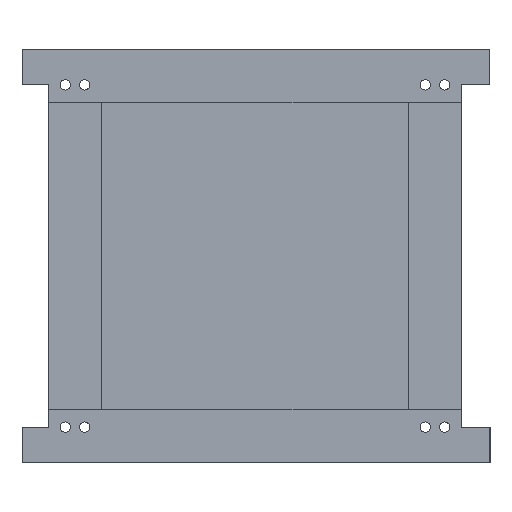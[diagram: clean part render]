
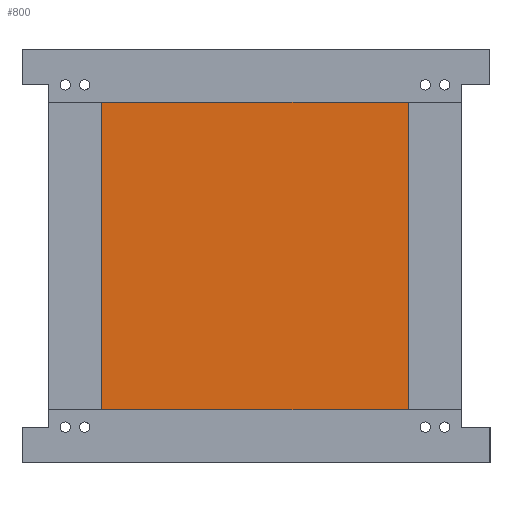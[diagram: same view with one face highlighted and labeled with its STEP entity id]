
A CAD part, left-side view. The second image highlights one B-rep face of the part: STEP entity #800.
In plain terms, the highlighted planar face has unit normal (-1, 0, 0).
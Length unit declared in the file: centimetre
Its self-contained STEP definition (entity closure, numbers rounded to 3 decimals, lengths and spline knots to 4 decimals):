
#129=LINE('',#1292,#195);
#133=LINE('',#1300,#199);
#136=LINE('',#1306,#202);
#139=LINE('',#1311,#205);
#195=VECTOR('',#1065,1.);
#199=VECTOR('',#1071,1.);
#202=VECTOR('',#1076,1.);
#205=VECTOR('',#1081,1.);
#234=PLANE('',#871);
#310=FACE_OUTER_BOUND('',#386,.T.);
#386=EDGE_LOOP('',(#745,#746,#747,#748));
#471=VERTEX_POINT('',#1290);
#472=VERTEX_POINT('',#1291);
#475=VERTEX_POINT('',#1299);
#477=VERTEX_POINT('',#1305);
#557=EDGE_CURVE('',#471,#472,#129,.T.);
#561=EDGE_CURVE('',#472,#475,#133,.T.);
#564=EDGE_CURVE('',#475,#477,#136,.T.);
#567=EDGE_CURVE('',#477,#471,#139,.T.);
#745=ORIENTED_EDGE('',*,*,#567,.T.);
#746=ORIENTED_EDGE('',*,*,#557,.T.);
#747=ORIENTED_EDGE('',*,*,#561,.T.);
#748=ORIENTED_EDGE('',*,*,#564,.T.);
#800=ADVANCED_FACE('',(#310),#234,.F.);
#871=AXIS2_PLACEMENT_3D('',#1314,#1085,#1086);
#1065=DIRECTION('',(0.,1.,0.));
#1071=DIRECTION('',(0.,0.,-1.));
#1076=DIRECTION('',(0.,-1.,0.));
#1081=DIRECTION('',(0.,0.,1.));
#1085=DIRECTION('center_axis',(1.,0.,0.));
#1086=DIRECTION('ref_axis',(0.,0.,
-1.));
#1290=CARTESIAN_POINT('',(8.7843,0.7,7.9291));
#1291=CARTESIAN_POINT('',(8.7843,10.7,7.9291));
#1292=CARTESIAN_POINT('',(8.7843,0.7,7.9291));
#1299=CARTESIAN_POINT('',(8.7843,10.7,0.4691));
#1300=CARTESIAN_POINT('',(8.7843,10.7,7.9291));
#1305=CARTESIAN_POINT('',(8.7843,0.7,0.4691));
#1306=CARTESIAN_POINT('',(8.7843,10.7,0.4691));
#1311=CARTESIAN_POINT('',(8.7843,0.7,0.4691));
#1314=CARTESIAN_POINT('Origin',(8.7843,5.7,4.1991));
